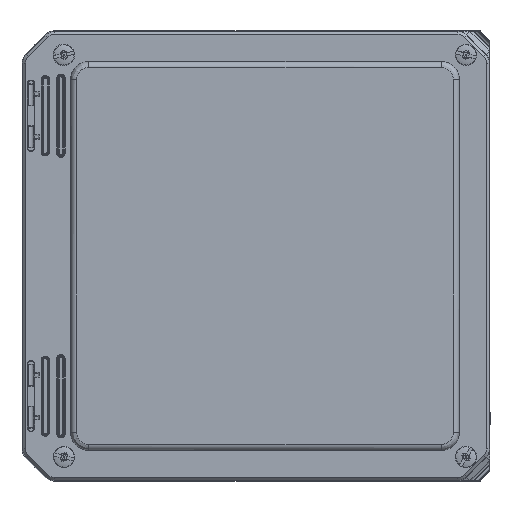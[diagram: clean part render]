
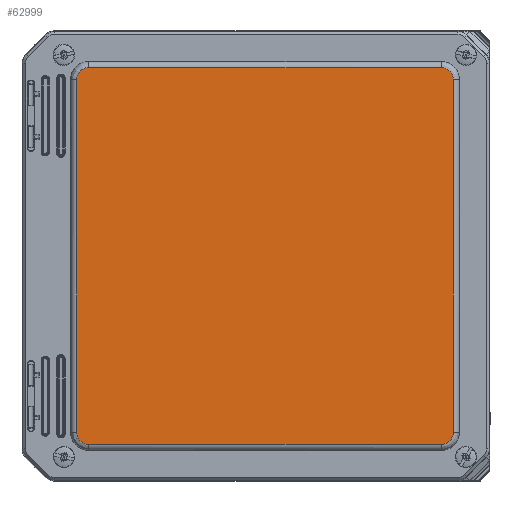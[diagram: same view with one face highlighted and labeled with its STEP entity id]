
A CAD part, top view. The second image highlights one B-rep face of the part: STEP entity #62999.
In plain terms, the highlighted planar face has unit normal (0, 0, 1).
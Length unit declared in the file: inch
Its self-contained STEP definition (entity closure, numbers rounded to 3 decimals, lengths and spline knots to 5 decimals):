
#525 = CARTESIAN_POINT ( 'NONE',  ( -3.68034, -3.9308, 4.31038 ) ) ;
#1574 = CARTESIAN_POINT ( 'NONE',  ( 3.69804, 3.9308, 4.31038 ) ) ;
#4577 = DIRECTION ( 'NONE',  ( 1., 0., 0. ) ) ;
#6298 = ORIENTED_EDGE ( 'NONE', *, *, #37813, .F. ) ;
#7423 = ORIENTED_EDGE ( 'NONE', *, *, #33961, .F. ) ;
#8116 = ORIENTED_EDGE ( 'NONE', *, *, #102723, .F. ) ;
#8456 = CARTESIAN_POINT ( 'NONE',  ( 3.9293, -3.71824, 4.31038 ) ) ;
#8630 = CARTESIAN_POINT ( 'NONE',  ( -3.91324, -3.79302, 4.31038 ) ) ;
#8801 = LINE ( 'NONE', #111397, #57552 ) ;
#8882 = CARTESIAN_POINT ( 'NONE',  ( 3.75414, -3.92453, 4.31038 ) ) ;
#9036 = CARTESIAN_POINT ( 'NONE',  ( -3.9303, -3.71824, 4.31038 ) ) ;
#9055 = CARTESIAN_POINT ( 'NONE',  ( 3.73544, 3.92659, 4.31038 ) ) ;
#11112 = CARTESIAN_POINT ( 'NONE',  ( 3.67934, -3.9308, 4.31038 ) ) ;
#11686 = CARTESIAN_POINT ( 'NONE',  ( -3.68034, 3.9308, 4.31038 ) ) ;
#11849 = CARTESIAN_POINT ( 'NONE',  ( -3.9303, -3.68084, 4.31038 ) ) ;
#15616 = B_SPLINE_CURVE_WITH_KNOTS ( 'NONE', 3,
 ( #45786, #35893, #37532, #74392, #121537, #8630, #9036, #55222 ),
 .UNSPECIFIED., .F., .F.,
 ( 4, 1, 1, 1, 1, 4 ),
 ( 0., 0.14286, 0.28571, 0.42857, 0.71429, 1. ),
 .UNSPECIFIED. ) ;
#16879 = VERTEX_POINT ( 'NONE', #11849 ) ;
#18515 = CARTESIAN_POINT ( 'NONE',  ( 3.85246, 3.86795, 4.31038 ) ) ;
#24120 = LINE ( 'NONE', #30058, #76519 ) ;
#27039 = CARTESIAN_POINT ( 'NONE',  ( 3.91224, -3.793, 4.31038 ) ) ;
#30058 = CARTESIAN_POINT ( 'NONE',  ( 3.9293, 0., 4.31038 ) ) ;
#32315 = VERTEX_POINT ( 'NONE', #32894 ) ;
#32757 = VERTEX_POINT ( 'NONE', #105804 ) ;
#32894 = CARTESIAN_POINT ( 'NONE',  ( 3.9293, -3.68084, 4.31038 ) ) ;
#33961 = EDGE_CURVE ( 'NONE', #16879, #95913, #8801, .T. ) ;
#35893 = CARTESIAN_POINT ( 'NONE',  ( -3.69904, -3.9308, 4.31038 ) ) ;
#36950 = ORIENTED_EDGE ( 'NONE', *, *, #45378, .F. ) ;
#37532 = CARTESIAN_POINT ( 'NONE',  ( -3.73644, -3.92659, 4.31038 ) ) ;
#37813 = EDGE_CURVE ( 'NONE', #32757, #93040, #74040, .T. ) ;
#39607 = B_SPLINE_CURVE_WITH_KNOTS ( 'NONE', 3,
 ( #94888, #8456, #27039, #56702, #8882, #84648, #47265 ),
 .UNSPECIFIED., .F., .F.,
 ( 4, 1, 1, 1, 4 ),
 ( 0., 0.28571, 0.57143, 0.85714, 1. ),
 .UNSPECIFIED. ) ;
#42204 = PLANE ( 'NONE',  #84400 ) ;
#43410 = CARTESIAN_POINT ( 'NONE',  ( -0.0005, 0., 4.31038 ) ) ;
#43631 = DIRECTION ( 'NONE',  ( 1., 0., 0. ) ) ;
#44618 = FACE_OUTER_BOUND ( 'NONE', #51539, .T. ) ;
#45378 = EDGE_CURVE ( 'NONE', #95913, #32757, #109146, .T. ) ;
#45786 = CARTESIAN_POINT ( 'NONE',  ( -3.68034, -3.9308, 4.31038 ) ) ;
#47265 = CARTESIAN_POINT ( 'NONE',  ( 3.67934, -3.9308, 4.31038 ) ) ;
#48416 = CARTESIAN_POINT ( 'NONE',  ( -3.88246, 3.84201, 4.31038 ) ) ;
#51462 = EDGE_CURVE ( 'NONE', #113134, #32315, #24120, .T. ) ;
#51539 = EDGE_LOOP ( 'NONE', ( #36950, #7423, #83601, #99941, #112738, #71960, #8116, #6298 ) ) ;
#52968 = DIRECTION ( 'NONE',  ( -1., 0., 0. ) ) ;
#55189 = EDGE_CURVE ( 'NONE', #66708, #101335, #96914, .T. ) ;
#55222 = CARTESIAN_POINT ( 'NONE',  ( -3.9303, -3.68084, 4.31038 ) ) ;
#56702 = CARTESIAN_POINT ( 'NONE',  ( 3.84051, -3.88296, 4.31038 ) ) ;
#57552 = VECTOR ( 'NONE', #75072, 39.37008 ) ;
#58279 = CARTESIAN_POINT ( 'NONE',  ( -3.7925, 3.91374, 4.31038 ) ) ;
#61140 = DIRECTION ( 'NONE',  ( 0., 0., -1. ) ) ;
#62999 = ADVANCED_FACE ( 'NONE', ( #44618 ), #42204, .F. ) ;
#66048 = CARTESIAN_POINT ( 'NONE',  ( 3.7887, 3.90794, 4.31038 ) ) ;
#66708 = VERTEX_POINT ( 'NONE', #11112 ) ;
#67291 = CARTESIAN_POINT ( 'NONE',  ( 3.9293, 3.71824, 4.31038 ) ) ;
#71960 = ORIENTED_EDGE ( 'NONE', *, *, #51462, .F. ) ;
#74040 = LINE ( 'NONE', #80987, #97692 ) ;
#74392 = CARTESIAN_POINT ( 'NONE',  ( -3.7897, -3.90794, 4.31038 ) ) ;
#75072 = DIRECTION ( 'NONE',  ( 0., 1., 0. ) ) ;
#75234 = CARTESIAN_POINT ( 'NONE',  ( 3.91224, 3.79302, 4.31038 ) ) ;
#76028 = CARTESIAN_POINT ( 'NONE',  ( 3.67934, 3.9308, 4.31038 ) ) ;
#76519 = VECTOR ( 'NONE', #105365, 39.37008 ) ;
#77384 = CARTESIAN_POINT ( 'NONE',  ( -3.9303, 3.68084, 4.31038 ) ) ;
#80987 = CARTESIAN_POINT ( 'NONE',  ( -0.0005, 3.9308, 4.31038 ) ) ;
#82186 = EDGE_CURVE ( 'NONE', #101335, #16879, #15616, .T. ) ;
#82932 = CARTESIAN_POINT ( 'NONE',  ( -0.0005, -3.9308, 4.31038 ) ) ;
#83601 = ORIENTED_EDGE ( 'NONE', *, *, #82186, .F. ) ;
#84400 = AXIS2_PLACEMENT_3D ( 'NONE', #43410, #61140, #4577 ) ;
#84648 = CARTESIAN_POINT ( 'NONE',  ( 3.69804, -3.9308, 4.31038 ) ) ;
#84829 = CARTESIAN_POINT ( 'NONE',  ( 3.9293, 3.68084, 4.31038 ) ) ;
#85329 = EDGE_CURVE ( 'NONE', #32315, #66708, #39607, .T. ) ;
#86666 = VECTOR ( 'NONE', #52968, 39.37008 ) ;
#86735 = B_SPLINE_CURVE_WITH_KNOTS ( 'NONE', 3,
 ( #76028, #1574, #9055, #66048, #18515, #75234, #67291, #84829 ),
 .UNSPECIFIED., .F., .F.,
 ( 4, 1, 1, 1, 1, 4 ),
 ( 0., 0.14286, 0.28571, 0.42857, 0.71429, 1. ),
 .UNSPECIFIED. ) ;
#93040 = VERTEX_POINT ( 'NONE', #120924 ) ;
#94888 = CARTESIAN_POINT ( 'NONE',  ( 3.9293, -3.68084, 4.31038 ) ) ;
#95913 = VERTEX_POINT ( 'NONE', #77384 ) ;
#96914 = LINE ( 'NONE', #82932, #86666 ) ;
#97296 = CARTESIAN_POINT ( 'NONE',  ( -3.92403, 3.75564, 4.31038 ) ) ;
#97692 = VECTOR ( 'NONE', #43631, 39.37008 ) ;
#98910 = CARTESIAN_POINT ( 'NONE',  ( 3.9293, 3.68084, 4.31038 ) ) ;
#99941 = ORIENTED_EDGE ( 'NONE', *, *, #55189, .F. ) ;
#101335 = VERTEX_POINT ( 'NONE', #525 ) ;
#102723 = EDGE_CURVE ( 'NONE', #93040, #113134, #86735, .T. ) ;
#105365 = DIRECTION ( 'NONE',  ( 0., -1., 0. ) ) ;
#105577 = CARTESIAN_POINT ( 'NONE',  ( -3.9303, 3.68084, 4.31038 ) ) ;
#105804 = CARTESIAN_POINT ( 'NONE',  ( -3.68034, 3.9308, 4.31038 ) ) ;
#109146 = B_SPLINE_CURVE_WITH_KNOTS ( 'NONE', 3,
 ( #105577, #115020, #97296, #48416, #58279, #116191, #11686 ),
 .UNSPECIFIED., .F., .F.,
 ( 4, 1, 1, 1, 4 ),
 ( 0., 0.14286, 0.42857, 0.71429, 1. ),
 .UNSPECIFIED. ) ;
#111397 = CARTESIAN_POINT ( 'NONE',  ( -3.9303, 0., 4.31038 ) ) ;
#112738 = ORIENTED_EDGE ( 'NONE', *, *, #85329, .F. ) ;
#113134 = VERTEX_POINT ( 'NONE', #98910 ) ;
#115020 = CARTESIAN_POINT ( 'NONE',  ( -3.9303, 3.69954, 4.31038 ) ) ;
#116191 = CARTESIAN_POINT ( 'NONE',  ( -3.71774, 3.9308, 4.31038 ) ) ;
#120924 = CARTESIAN_POINT ( 'NONE',  ( 3.67934, 3.9308, 4.31038 ) ) ;
#121537 = CARTESIAN_POINT ( 'NONE',  ( -3.85346, -3.86795, 4.31038 ) ) ;
